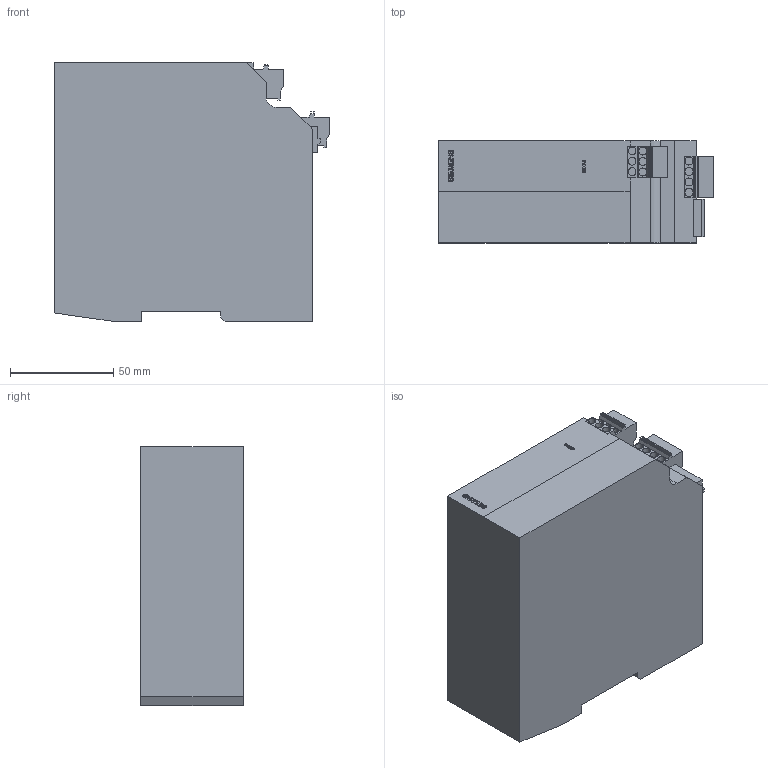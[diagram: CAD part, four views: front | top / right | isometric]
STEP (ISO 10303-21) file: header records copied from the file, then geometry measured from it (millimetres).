
FILE_DESCRIPTION (( 'STEP AP214' ), '1' );
FILE_NAME ('3RX9501_00001379_000__3D.STEP', '2007-02-13T14:58:34', ( 'Uwe Förster' ), ( 'Siemens and Partners' ), 'SwSTEP 2.0', 'SolidWorks 2007', '' );
FILE_SCHEMA (( 'AUTOMOTIVE_DESIGN' ));
Length unit declared in the file: millimetre
Products named in the file (1): 3RX9501_00001379_000__3D
Bounding box: 133.5 x 49.45 x 125.54 mm (x, y, z)
Volume: 738678 mm3; surface area: 56277.8 mm2
Topology: 1 solids, 1 shells, 293 faces, 791 edges, 524 vertices
Faces by surface type: plane 196, bspline 66, cylinder 31
Entity records: 15933 total; most frequent: CARTESIAN_POINT 5699, ORIENTED_EDGE 1582, DIRECTION 1189, EDGE_CURVE 791, VECTOR 585, LINE 585, VERTEX_POINT 524, EDGE_LOOP 317
